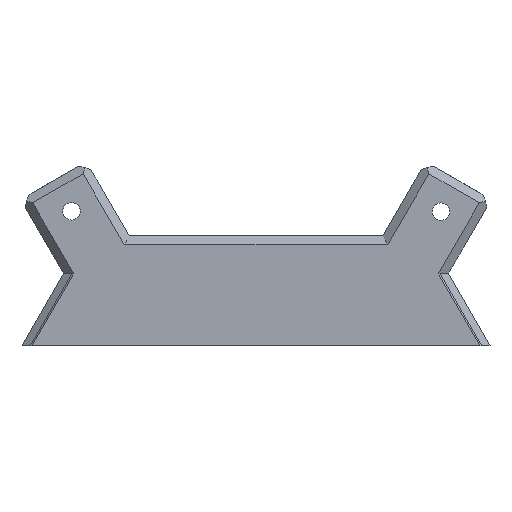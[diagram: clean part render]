
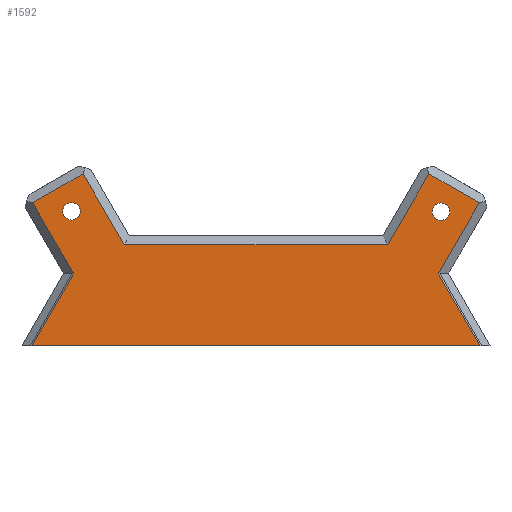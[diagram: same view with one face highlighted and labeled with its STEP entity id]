
A CAD part, front view. The second image highlights one B-rep face of the part: STEP entity #1592.
In plain terms, the highlighted planar face has unit normal (0, -1, 0).
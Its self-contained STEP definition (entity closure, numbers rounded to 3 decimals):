
#5 = VERTEX_POINT ( 'NONE', #3178 ) ;
#73 = CIRCLE ( 'NONE', #2421, 3. ) ;
#79 = DIRECTION ( 'NONE',  ( 0., 0., -1. ) ) ;
#89 = VERTEX_POINT ( 'NONE', #2862 ) ;
#111 = ORIENTED_EDGE ( 'NONE', *, *, #3469, .F. ) ;
#130 = EDGE_LOOP ( 'NONE', ( #197, #761 ) ) ;
#142 = VECTOR ( 'NONE', #1236, 1000. ) ;
#197 = ORIENTED_EDGE ( 'NONE', *, *, #2010, .F. ) ;
#213 = DIRECTION ( 'NONE',  ( 0.5, 0., -0.866 ) ) ;
#235 = LINE ( 'NONE', #905, #3613 ) ;
#240 = VERTEX_POINT ( 'NONE', #1046 ) ;
#259 = VERTEX_POINT ( 'NONE', #3004 ) ;
#262 = FACE_BOUND ( 'NONE', #3540, .T. ) ;
#263 = CARTESIAN_POINT ( 'NONE',  ( -63.365, 0., 86.97 ) ) ;
#299 = DIRECTION ( 'NONE',  ( 0., 1., 0. ) ) ;
#325 = LINE ( 'NONE', #1931, #731 ) ;
#346 = VECTOR ( 'NONE', #1914, 1000. ) ;
#358 = EDGE_CURVE ( 'NONE', #1885, #2842, #2193, .T. ) ;
#389 = LINE ( 'NONE', #1403, #749 ) ;
#428 = EDGE_CURVE ( 'NONE', #3411, #1094, #2633, .T. ) ;
#462 = CARTESIAN_POINT ( 'NONE',  ( -62.631, 0., 62.5 ) ) ;
#484 = CARTESIAN_POINT ( 'NONE',  ( -59.391, 0., 96.887 ) ) ;
#540 = VECTOR ( 'NONE', #213, 1000. ) ;
#588 = CARTESIAN_POINT ( 'NONE',  ( 46.177, 0., 74. ) ) ;
#626 = VERTEX_POINT ( 'NONE', #1973 ) ;
#641 = CARTESIAN_POINT ( 'NONE',  ( -15., 0., 0. ) ) ;
#658 = CARTESIAN_POINT ( 'NONE',  ( -63.365, 0., 80.97 ) ) ;
#695 = ORIENTED_EDGE ( 'NONE', *, *, #3294, .T. ) ;
#731 = VECTOR ( 'NONE', #3190, 1000. ) ;
#740 = AXIS2_PLACEMENT_3D ( 'NONE', #1601, #1622, #3837 ) ;
#749 = VECTOR ( 'NONE', #2645, 1000. ) ;
#761 = ORIENTED_EDGE ( 'NONE', *, *, #358, .F. ) ;
#881 = ORIENTED_EDGE ( 'NONE', *, *, #1570, .T. ) ;
#905 = CARTESIAN_POINT ( 'NONE',  ( 63.497, 0., 61. ) ) ;
#917 = VECTOR ( 'NONE', #1754, 1000. ) ;
#935 = ORIENTED_EDGE ( 'NONE', *, *, #4013, .F. ) ;
#936 = ORIENTED_EDGE ( 'NONE', *, *, #2931, .T. ) ;
#954 = CARTESIAN_POINT ( 'NONE',  ( 45.311, 0., 72.5 ) ) ;
#1041 = CARTESIAN_POINT ( 'NONE',  ( 59.391, 0., 96.887 ) ) ;
#1046 = CARTESIAN_POINT ( 'NONE',  ( -76.712, 0., 86.887 ) ) ;
#1068 = DIRECTION ( 'NONE',  ( -0.866, 0., -0.5 ) ) ;
#1094 = VERTEX_POINT ( 'NONE', #658 ) ;
#1096 = VERTEX_POINT ( 'NONE', #2576 ) ;
#1119 = CARTESIAN_POINT ( 'NONE',  ( -76.921, 0., 37.75 ) ) ;
#1120 = ORIENTED_EDGE ( 'NONE', *, *, #3148, .T. ) ;
#1172 = ORIENTED_EDGE ( 'NONE', *, *, #1951, .T. ) ;
#1178 = VERTEX_POINT ( 'NONE', #1041 ) ;
#1236 = DIRECTION ( 'NONE',  ( -0.5, 0., -0.866 ) ) ;
#1255 = CARTESIAN_POINT ( 'NONE',  ( -92.076, 0., 11.5 ) ) ;
#1267 = DIRECTION ( 'NONE',  ( -1., 0., 0. ) ) ;
#1301 = DIRECTION ( 'NONE',  ( -0.866, 0., 0.5 ) ) ;
#1332 = CARTESIAN_POINT ( 'NONE',  ( 44.734, 0., 72.5 ) ) ;
#1373 = EDGE_LOOP ( 'NONE', ( #111, #1120, #1172, #695, #2284, #1498, #1516, #3601, #3760, #936, #1793, #2743, #1569, #881 ) ) ;
#1393 = LINE ( 'NONE', #1777, #3671 ) ;
#1403 = CARTESIAN_POINT ( 'NONE',  ( -6.34, 0., 5. ) ) ;
#1407 = VECTOR ( 'NONE', #1267, 1000. ) ;
#1459 = EDGE_CURVE ( 'NONE', #626, #1096, #2723, .T. ) ;
#1498 = ORIENTED_EDGE ( 'NONE', *, *, #1893, .T. ) ;
#1516 = ORIENTED_EDGE ( 'NONE', *, *, #3913, .T. ) ;
#1569 = ORIENTED_EDGE ( 'NONE', *, *, #2111, .T. ) ;
#1570 = EDGE_CURVE ( 'NONE', #89, #3303, #3756, .T. ) ;
#1592 = ADVANCED_FACE ( 'NONE', ( #262, #3461, #3503 ), #3165, .F. ) ;
#1595 = LINE ( 'NONE', #2857, #3402 ) ;
#1601 = CARTESIAN_POINT ( 'NONE',  ( -63.365, 0., 83.97 ) ) ;
#1607 = VERTEX_POINT ( 'NONE', #954 ) ;
#1616 = VECTOR ( 'NONE', #2718, 1000. ) ;
#1622 = DIRECTION ( 'NONE',  ( 0., -1., 0. ) ) ;
#1675 = CIRCLE ( 'NONE', #740, 3. ) ;
#1754 = DIRECTION ( 'NONE',  ( -1., 0., 0. ) ) ;
#1777 = CARTESIAN_POINT ( 'NONE',  ( 23.66, 0., -5. ) ) ;
#1792 = LINE ( 'NONE', #1814, #540 ) ;
#1793 = ORIENTED_EDGE ( 'NONE', *, *, #3726, .T. ) ;
#1814 = CARTESIAN_POINT ( 'NONE',  ( -63.497, 0., 64. ) ) ;
#1827 = ORIENTED_EDGE ( 'NONE', *, *, #428, .F. ) ;
#1885 = VERTEX_POINT ( 'NONE', #3747 ) ;
#1893 = EDGE_CURVE ( 'NONE', #1178, #1607, #2131, .T. ) ;
#1914 = DIRECTION ( 'NONE',  ( -0.5, 0., -0.866 ) ) ;
#1918 = CARTESIAN_POINT ( 'NONE',  ( 63.538, 0., 80.87 ) ) ;
#1931 = CARTESIAN_POINT ( 'NONE',  ( 62.776, 0., 62.25 ) ) ;
#1951 = EDGE_CURVE ( 'NONE', #2301, #5, #235, .T. ) ;
#1973 = CARTESIAN_POINT ( 'NONE',  ( -44.734, 0., 72.5 ) ) ;
#1985 = AXIS2_PLACEMENT_3D ( 'NONE', #3430, #3452, #3746 ) ;
#2010 = EDGE_CURVE ( 'NONE', #2842, #1885, #73, .T. ) ;
#2111 = EDGE_CURVE ( 'NONE', #3738, #89, #2843, .T. ) ;
#2131 = LINE ( 'NONE', #588, #142 ) ;
#2140 = DIRECTION ( 'NONE',  ( -1., 0., 0. ) ) ;
#2175 = LINE ( 'NONE', #3433, #1616 ) ;
#2193 = CIRCLE ( 'NONE', #1985, 3. ) ;
#2215 = DIRECTION ( 'NONE',  ( 0., -1., 0. ) ) ;
#2284 = ORIENTED_EDGE ( 'NONE', *, *, #3123, .T. ) ;
#2301 = VERTEX_POINT ( 'NONE', #2995 ) ;
#2360 = CARTESIAN_POINT ( 'NONE',  ( 76.921, 0., 37.75 ) ) ;
#2364 = DIRECTION ( 'NONE',  ( 0.5, 0., 0.866 ) ) ;
#2421 = AXIS2_PLACEMENT_3D ( 'NONE', #3196, #3895, #79 ) ;
#2486 = VERTEX_POINT ( 'NONE', #2360 ) ;
#2540 = DIRECTION ( 'NONE',  ( 0., 0., 1. ) ) ;
#2576 = CARTESIAN_POINT ( 'NONE',  ( -45.311, 0., 72.5 ) ) ;
#2633 = CIRCLE ( 'NONE', #3577, 3. ) ;
#2645 = DIRECTION ( 'NONE',  ( -0.5, 0., 0.866 ) ) ;
#2650 = LINE ( 'NONE', #3329, #3819 ) ;
#2703 = CARTESIAN_POINT ( 'NONE',  ( -43.579, 0., 72.5 ) ) ;
#2718 = DIRECTION ( 'NONE',  ( -1., 0., 0. ) ) ;
#2723 = LINE ( 'NONE', #2703, #917 ) ;
#2724 = LINE ( 'NONE', #3439, #3138 ) ;
#2743 = ORIENTED_EDGE ( 'NONE', *, *, #3865, .T. ) ;
#2783 = DIRECTION ( 'NONE',  ( -0.5, 0., 0.866 ) ) ;
#2842 = VERTEX_POINT ( 'NONE', #1918 ) ;
#2843 = LINE ( 'NONE', #1255, #346 ) ;
#2857 = CARTESIAN_POINT ( 'NONE',  ( 56.793, 0., 98.387 ) ) ;
#2862 = CARTESIAN_POINT ( 'NONE',  ( -62.92, 0., 62. ) ) ;
#2890 = CARTESIAN_POINT ( 'NONE',  ( -45.022, 0., 72.5 ) ) ;
#2931 = EDGE_CURVE ( 'NONE', #1096, #3824, #389, .T. ) ;
#2995 = CARTESIAN_POINT ( 'NONE',  ( 62.92, 0., 62. ) ) ;
#3004 = CARTESIAN_POINT ( 'NONE',  ( 76.712, 0., 86.887 ) ) ;
#3123 = EDGE_CURVE ( 'NONE', #259, #1178, #1595, .T. ) ;
#3138 = VECTOR ( 'NONE', #2140, 1000. ) ;
#3148 = EDGE_CURVE ( 'NONE', #2486, #2301, #325, .T. ) ;
#3165 = PLANE ( 'NONE',  #3418 ) ;
#3166 = LINE ( 'NONE', #2890, #1407 ) ;
#3178 = CARTESIAN_POINT ( 'NONE',  ( 62.631, 0., 62.5 ) ) ;
#3190 = DIRECTION ( 'NONE',  ( -0.5, 0., 0.866 ) ) ;
#3196 = CARTESIAN_POINT ( 'NONE',  ( 63.538, 0., 83.87 ) ) ;
#3294 = EDGE_CURVE ( 'NONE', #5, #259, #1393, .T. ) ;
#3303 = VERTEX_POINT ( 'NONE', #1119 ) ;
#3329 = CARTESIAN_POINT ( 'NONE',  ( -79.31, 0., 85.387 ) ) ;
#3402 = VECTOR ( 'NONE', #1301, 1000. ) ;
#3411 = VERTEX_POINT ( 'NONE', #263 ) ;
#3418 = AXIS2_PLACEMENT_3D ( 'NONE', #641, #299, #2540 ) ;
#3430 = CARTESIAN_POINT ( 'NONE',  ( 63.538, 0., 83.87 ) ) ;
#3433 = CARTESIAN_POINT ( 'NONE',  ( -13.579, 0., 72.5 ) ) ;
#3438 = DIRECTION ( 'NONE',  ( -0.5, 0., -0.866 ) ) ;
#3439 = CARTESIAN_POINT ( 'NONE',  ( -15., 0., 37.75 ) ) ;
#3452 = DIRECTION ( 'NONE',  ( 0., -1., 0. ) ) ;
#3461 = FACE_OUTER_BOUND ( 'NONE', #1373, .T. ) ;
#3469 = EDGE_CURVE ( 'NONE', #2486, #3303, #2724, .T. ) ;
#3470 = CARTESIAN_POINT ( 'NONE',  ( -63.365, 0., 83.97 ) ) ;
#3481 = CARTESIAN_POINT ( 'NONE',  ( -77.065, 0., 37.5 ) ) ;
#3503 = FACE_BOUND ( 'NONE', #130, .T. ) ;
#3529 = EDGE_CURVE ( 'NONE', #3565, #626, #3166, .T. ) ;
#3540 = EDGE_LOOP ( 'NONE', ( #935, #1827 ) ) ;
#3565 = VERTEX_POINT ( 'NONE', #1332 ) ;
#3577 = AXIS2_PLACEMENT_3D ( 'NONE', #3470, #2215, #4062 ) ;
#3601 = ORIENTED_EDGE ( 'NONE', *, *, #3529, .T. ) ;
#3613 = VECTOR ( 'NONE', #2783, 1000. ) ;
#3671 = VECTOR ( 'NONE', #2364, 1000. ) ;
#3681 = VECTOR ( 'NONE', #3438, 1000. ) ;
#3726 = EDGE_CURVE ( 'NONE', #3824, #240, #2650, .T. ) ;
#3738 = VERTEX_POINT ( 'NONE', #462 ) ;
#3746 = DIRECTION ( 'NONE',  ( 0., 0., -1. ) ) ;
#3747 = CARTESIAN_POINT ( 'NONE',  ( 63.538, 0., 86.87 ) ) ;
#3756 = LINE ( 'NONE', #3481, #3681 ) ;
#3760 = ORIENTED_EDGE ( 'NONE', *, *, #1459, .T. ) ;
#3819 = VECTOR ( 'NONE', #1068, 1000. ) ;
#3824 = VERTEX_POINT ( 'NONE', #484 ) ;
#3837 = DIRECTION ( 'NONE',  ( 0., 0., -1. ) ) ;
#3865 = EDGE_CURVE ( 'NONE', #240, #3738, #1792, .T. ) ;
#3895 = DIRECTION ( 'NONE',  ( 0., -1., 0. ) ) ;
#3913 = EDGE_CURVE ( 'NONE', #1607, #3565, #2175, .T. ) ;
#4013 = EDGE_CURVE ( 'NONE', #1094, #3411, #1675, .T. ) ;
#4062 = DIRECTION ( 'NONE',  ( 0., 0., -1. ) ) ;
